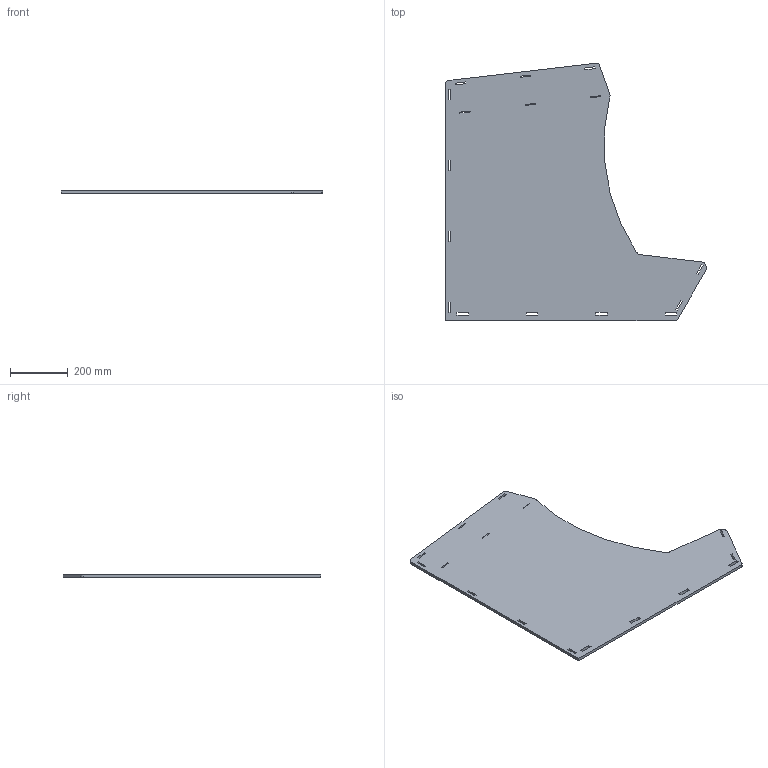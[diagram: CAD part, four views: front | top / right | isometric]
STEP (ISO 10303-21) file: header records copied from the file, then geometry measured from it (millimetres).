
FILE_DESCRIPTION(/* description */ (''),/* implementation_level */ '2;1');
FILE_NAME(/* name */ 'ladoA.stp',/* time_stamp */ '2017-10-24T23:46:42-02:00',/* author */ ('Felipe'),/* organization */ (''),/* preprocessor_version */ 'ST-DEVELOPER v16.5',/* originating_system */ 'Autodesk Inventor 2017',/* authorisation */ '');
FILE_SCHEMA (('AUTOMOTIVE_DESIGN { 1 0 10303 214 3 1 1 }'));
Length unit declared in the file: millimetre
Products named in the file (1): ladoA
Bounding box: 902.99 x 891.13 x 10 mm (x, y, z)
Volume: 5534487.3 mm3; surface area: 1153631.2 mm2
Topology: 1 solids, 1 shells, 79 faces, 231 edges, 154 vertices
Faces by surface type: plane 72, cylinder 7
Entity records: 2673 total; most frequent: CARTESIAN_POINT 465, ORIENTED_EDGE 462, DIRECTION 405, EDGE_CURVE 231, LINE 217, VECTOR 217, VERTEX_POINT 154, EDGE_LOOP 111
